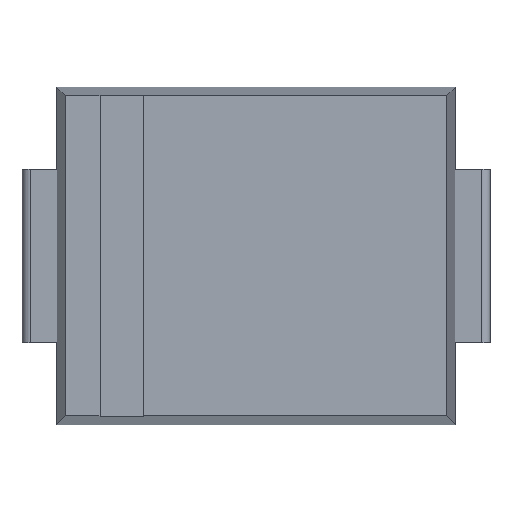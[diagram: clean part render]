
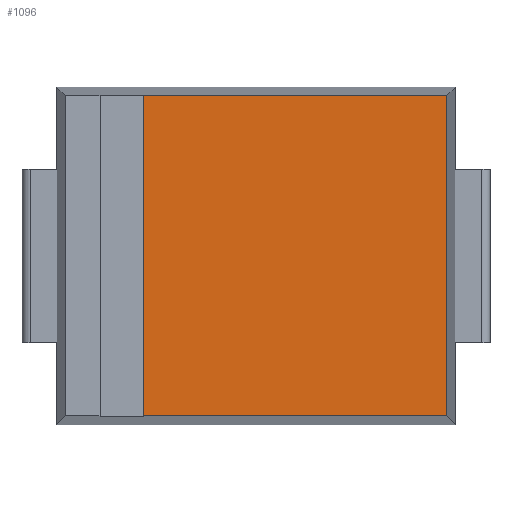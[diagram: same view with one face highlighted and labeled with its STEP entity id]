
A CAD part, top view. The second image highlights one B-rep face of the part: STEP entity #1096.
In plain terms, the highlighted planar face has unit normal (0, 0, 1).
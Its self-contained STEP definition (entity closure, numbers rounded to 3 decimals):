
#62=FACE_OUTER_BOUND('',#130,.T.);
#130=EDGE_LOOP('',(#789,#790,#791,#792));
#210=LINE('',#1591,#352);
#223=LINE('',#1618,#365);
#224=LINE('',#1619,#366);
#225=LINE('',#1620,#367);
#352=VECTOR('',#1286,3.695);
#365=VECTOR('',#1309,3.695);
#366=VECTOR('',#1310,3.498);
#367=VECTOR('',#1311,3.498);
#486=VERTEX_POINT('',#1588);
#487=VERTEX_POINT('',#1590);
#495=VERTEX_POINT('',#1616);
#496=VERTEX_POINT('',#1617);
#594=EDGE_CURVE('',#487,#486,#210,.T.);
#607=EDGE_CURVE('',#495,#496,#223,.T.);
#608=EDGE_CURVE('',#487,#495,#224,.T.);
#609=EDGE_CURVE('',#496,#486,#225,.T.);
#789=ORIENTED_EDGE('',*,*,#607,.F.);
#790=ORIENTED_EDGE('',*,*,#608,.F.);
#791=ORIENTED_EDGE('',*,*,#594,.T.);
#792=ORIENTED_EDGE('',*,*,#609,.F.);
#1032=PLANE('',#1174);
#1096=ADVANCED_FACE('',(#62),#1032,.F.);
#1174=AXIS2_PLACEMENT_3D('',#1615,#1307,#1308);
#1286=DIRECTION('',(0.,-1.,0.));
#1307=DIRECTION('center_axis',(0.,0.,
-1.));
#1308=DIRECTION('ref_axis',(-1.,0.,0.));
#1309=DIRECTION('',(0.,-1.,0.));
#1310=DIRECTION('',(1.,0.,0.));
#1311=DIRECTION('',(-1.,0.,0.));
#1588=CARTESIAN_POINT('',(-1.3,-1.848,2.47));
#1590=CARTESIAN_POINT('',(-1.3,1.848,2.47));
#1591=CARTESIAN_POINT('',(-1.3,-0.925,2.47));
#1615=CARTESIAN_POINT('Origin',(0.,0.,2.47));
#1616=CARTESIAN_POINT('',(2.198,1.848,2.47));
#1617=CARTESIAN_POINT('',(2.198,-1.848,2.47));
#1618=CARTESIAN_POINT('',(2.198,-0.487,2.47));
#1619=CARTESIAN_POINT('',(0.588,1.848,2.47));
#1620=CARTESIAN_POINT('',(-0.588,-1.848,2.47));
